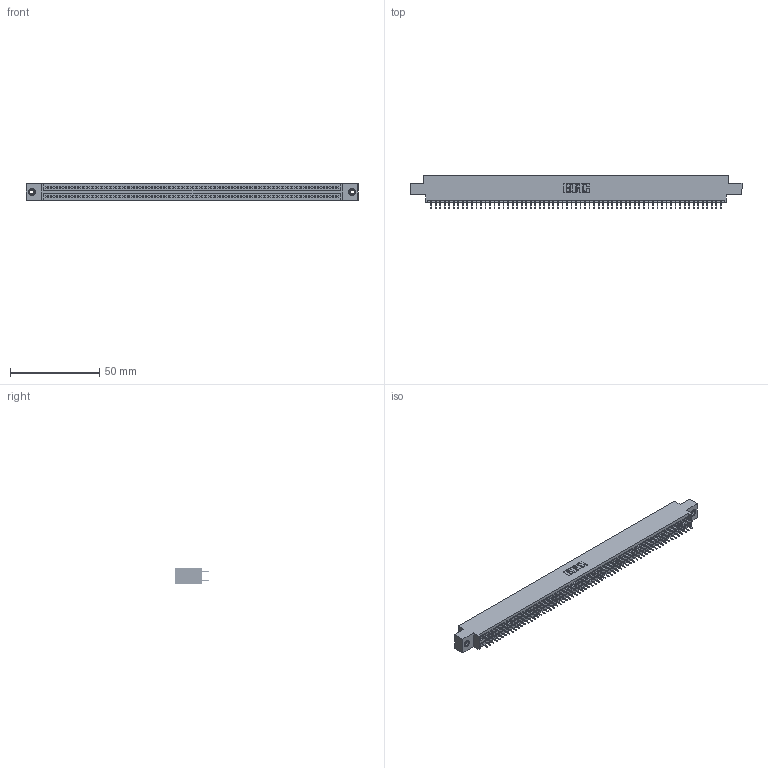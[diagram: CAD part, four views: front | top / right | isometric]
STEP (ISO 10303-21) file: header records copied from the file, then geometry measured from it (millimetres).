
FILE_DESCRIPTION (( 'STEP AP203' ), '1' );
FILE_NAME ('395-130-525-808.STEP', '2020-09-26T02:08:20', ( '' ), ( '' ), 'SwSTEP 2.0', 'SolidWorks 2020', '' );
FILE_SCHEMA (( 'CONFIG_CONTROL_DESIGN' ));
Length unit declared in the file: inch
Products named in the file (4): 345-250-001_345-250-003-102; 395-130-525-808; 345 Part_0.170 Offset - 0.156 Dia-TI; 345-292-001_345-293-125
Assembly tree (133 placements, depth 2):
  395-130-525-808
    345 Part_0.170 Offset - 0.156 Dia-TI
    345-292-001_345-293-125  x130
    345-250-001_345-250-003-102  x2
Bounding box: 186.31 x 18.72 x 9.4 mm (x, y, z)
Volume: 17977.9 mm3; surface area: 26531.9 mm2
Topology: 133 solids, 133 shells, 7210 faces, 20379 edges, 13058 vertices
Faces by surface type: plane 5186, cylinder 2008, cone 12, torus 4
Entity records: 49296 total; most frequent: CARTESIAN_POINT 8223, ORIENTED_EDGE 8150, DIRECTION 7249, EDGE_CURVE 4075, VECTOR 3667, LINE 3667, VERTEX_POINT 2708, AXIS2_PLACEMENT_3D 1791
